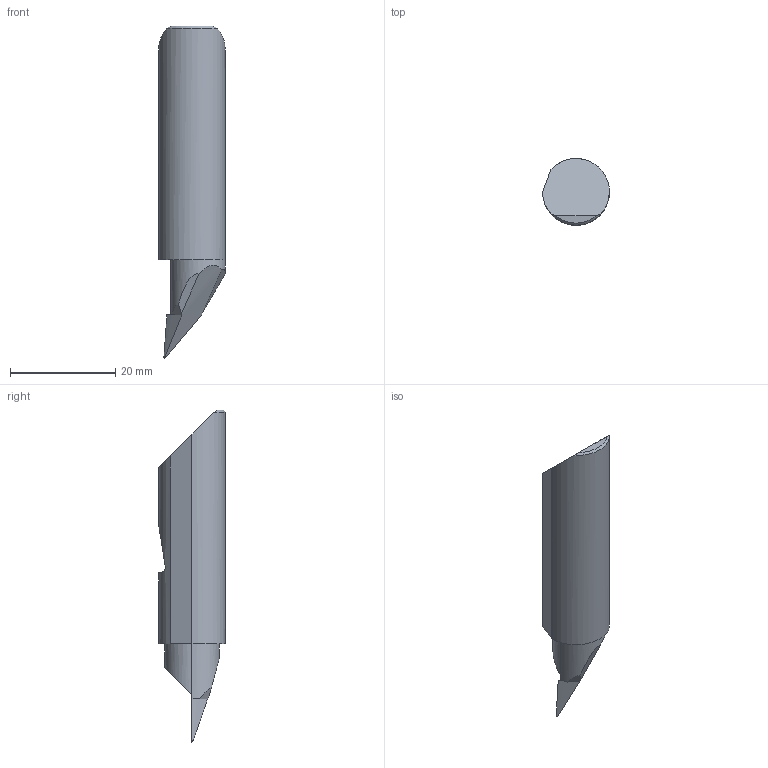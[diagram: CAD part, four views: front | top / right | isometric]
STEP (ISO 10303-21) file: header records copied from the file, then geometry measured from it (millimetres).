
FILE_DESCRIPTION (( 'STEP AP214' ), '1' );
FILE_NAME ('Micro_QPF8-460750X.STEP', '2021-09-21T14:02:04', ( '' ), ( '' ), 'SwSTEP 2.0', 'SolidWorks 2020', '' );
FILE_SCHEMA (( 'AUTOMOTIVE_DESIGN' ));
Length unit declared in the file: inch
Products named in the file (1): Micro_QPF8-460750X
Bounding box: 12.7 x 12.7 x 63.15 mm (x, y, z)
Volume: 5599.8 mm3; surface area: 2166.7 mm2
Topology: 1 solids, 1 shells, 27 faces, 65 edges, 41 vertices
Faces by surface type: plane 15, cylinder 11, cone 1
Entity records: 867 total; most frequent: CARTESIAN_POINT 271, ORIENTED_EDGE 130, DIRECTION 100, EDGE_CURVE 65, VERTEX_POINT 41, AXIS2_PLACEMENT_3D 38, EDGE_LOOP 28, FACE_OUTER_BOUND 27
